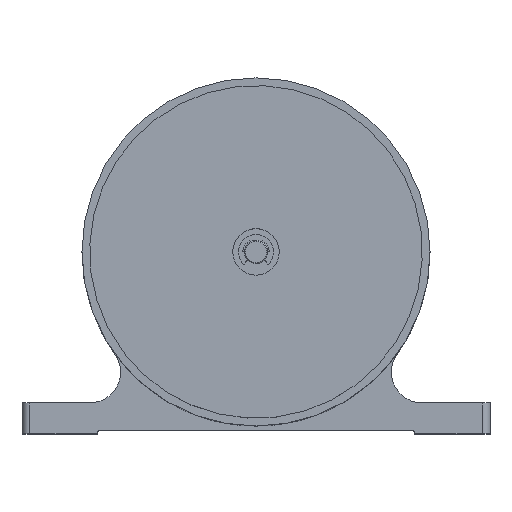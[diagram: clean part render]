
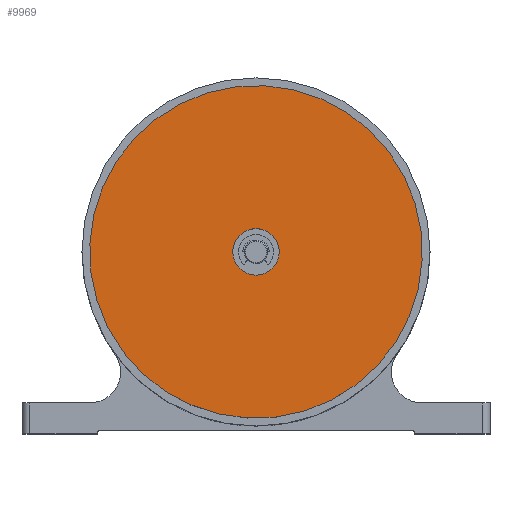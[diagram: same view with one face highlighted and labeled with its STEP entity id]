
A CAD part, top view. The second image highlights one B-rep face of the part: STEP entity #9969.
In plain terms, the highlighted planar face has unit normal (0, 0, 1).
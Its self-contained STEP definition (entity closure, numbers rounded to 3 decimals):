
#392 = DIRECTION ( 'NONE',  ( -0.122, 0.993, 0. ) ) ;
#891 = CIRCLE ( 'NONE', #3922, 43. ) ;
#1158 = DIRECTION ( 'NONE',  ( -0.122, 0.993, 0. ) ) ;
#1327 = CARTESIAN_POINT ( 'NONE',  ( 0., 0., 15.3 ) ) ;
#1445 = ORIENTED_EDGE ( 'NONE', *, *, #10040, .T. ) ;
#2048 = VERTEX_POINT ( 'NONE', #2613 ) ;
#2176 = DIRECTION ( 'NONE',  ( 0., 0., 1. ) ) ;
#2198 = AXIS2_PLACEMENT_3D ( 'NONE', #2566, #9675, #392 ) ;
#2566 = CARTESIAN_POINT ( 'NONE',  ( 0., 0., 15.3 ) ) ;
#2613 = CARTESIAN_POINT ( 'NONE',  ( 0., 6., 15.3 ) ) ;
#2871 = CIRCLE ( 'NONE', #11523, 43. ) ;
#3428 = DIRECTION ( 'NONE',  ( 0., 0., 1. ) ) ;
#3795 = CARTESIAN_POINT ( 'NONE',  ( 5.234, -42.68, 15.3 ) ) ;
#3922 = AXIS2_PLACEMENT_3D ( 'NONE', #12105, #10073, #7021 ) ;
#4777 = VERTEX_POINT ( 'NONE', #3795 ) ;
#4886 = EDGE_CURVE ( 'NONE', #5780, #2048, #9416, .T. ) ;
#5395 = EDGE_LOOP ( 'NONE', ( #8001, #5509 ) ) ;
#5509 = ORIENTED_EDGE ( 'NONE', *, *, #4886, .F. ) ;
#5742 = EDGE_LOOP ( 'NONE', ( #6475, #1445 ) ) ;
#5780 = VERTEX_POINT ( 'NONE', #8140 ) ;
#5958 = DIRECTION ( 'NONE',  ( 0., 0., 1. ) ) ;
#6239 = CARTESIAN_POINT ( 'NONE',  ( -5.234, 42.68, 15.3 ) ) ;
#6475 = ORIENTED_EDGE ( 'NONE', *, *, #12334, .T. ) ;
#6621 = FACE_BOUND ( 'NONE', #5395, .T. ) ;
#6755 = CIRCLE ( 'NONE', #7179, 6. ) ;
#7021 = DIRECTION ( 'NONE',  ( -0.122, 0.993, 0. ) ) ;
#7179 = AXIS2_PLACEMENT_3D ( 'NONE', #1327, #3428, #8440 ) ;
#7842 = FACE_OUTER_BOUND ( 'NONE', #5742, .T. ) ;
#8001 = ORIENTED_EDGE ( 'NONE', *, *, #11657, .F. ) ;
#8003 = CARTESIAN_POINT ( 'NONE',  ( 0., 0., 15.3 ) ) ;
#8140 = CARTESIAN_POINT ( 'NONE',  ( 0., -6., 15.3 ) ) ;
#8440 = DIRECTION ( 'NONE',  ( -0.122, 0.993, 0. ) ) ;
#9416 = CIRCLE ( 'NONE', #10080, 6. ) ;
#9675 = DIRECTION ( 'NONE',  ( 0., 0., 1. ) ) ;
#9969 = ADVANCED_FACE ( 'NONE', ( #7842, #6621 ), #10825, .T. ) ;
#10040 = EDGE_CURVE ( 'NONE', #10340, #4777, #891, .T. ) ;
#10073 = DIRECTION ( 'NONE',  ( 0., 0., 1. ) ) ;
#10080 = AXIS2_PLACEMENT_3D ( 'NONE', #8003, #5958, #10292 ) ;
#10292 = DIRECTION ( 'NONE',  ( -0.122, 0.993, 0. ) ) ;
#10340 = VERTEX_POINT ( 'NONE', #6239 ) ;
#10825 = PLANE ( 'NONE',  #2198 ) ;
#11523 = AXIS2_PLACEMENT_3D ( 'NONE', #11653, #2176, #1158 ) ;
#11653 = CARTESIAN_POINT ( 'NONE',  ( 0., 0., 15.3 ) ) ;
#11657 = EDGE_CURVE ( 'NONE', #2048, #5780, #6755, .T. ) ;
#12105 = CARTESIAN_POINT ( 'NONE',  ( 0., 0., 15.3 ) ) ;
#12334 = EDGE_CURVE ( 'NONE', #4777, #10340, #2871, .T. ) ;
